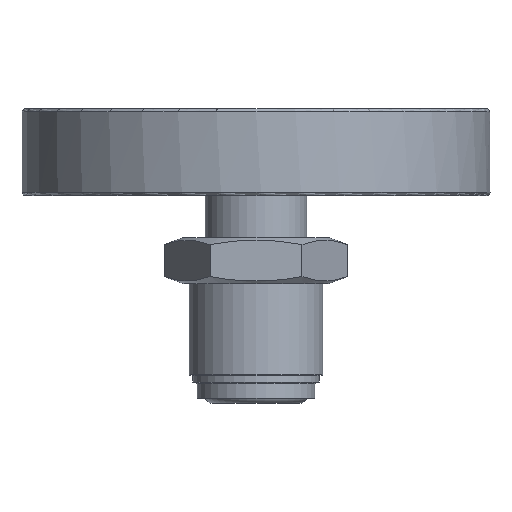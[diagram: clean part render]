
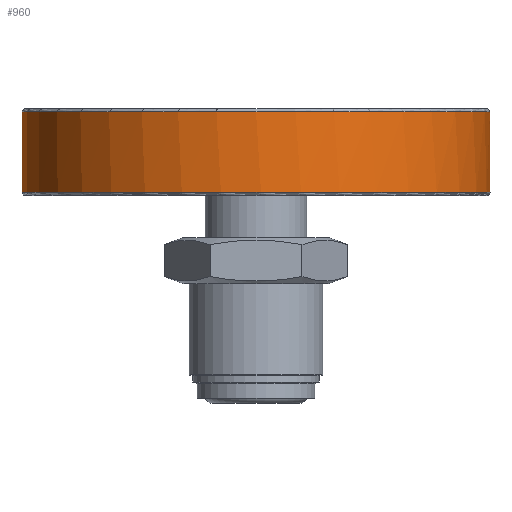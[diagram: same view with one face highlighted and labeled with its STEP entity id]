
A CAD part, front view. The second image highlights one B-rep face of the part: STEP entity #960.
In plain terms, the highlighted cylindrical face has radius 35 mm (diameter 70 mm), a full revolution.
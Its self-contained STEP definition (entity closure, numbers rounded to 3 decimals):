
#293=CARTESIAN_POINT('',(34.968,-1.5,12.5));
#294=VERTEX_POINT('',#293);
#310=CARTESIAN_POINT('',(34.968,1.5,12.5));
#311=VERTEX_POINT('',#310);
#312=CARTESIAN_POINT('',(34.968,1.5,12.5));
#313=CARTESIAN_POINT('',(34.978,1.273,12.33));
#314=CARTESIAN_POINT('',(34.987,1.009,12.194));
#315=CARTESIAN_POINT('',(34.992,0.732,12.11));
#316=CARTESIAN_POINT('',(34.997,0.527,12.047));
#317=CARTESIAN_POINT('',(34.999,0.315,12.011));
#318=CARTESIAN_POINT('',(35.,0.11,12.002));
#319=CARTESIAN_POINT('',(35.,-0.032,11.996));
#320=CARTESIAN_POINT('',(35.,-0.172,12.002));
#321=CARTESIAN_POINT('',(34.999,-0.315,12.02));
#322=CARTESIAN_POINT('',(34.995,-0.659,12.064));
#323=CARTESIAN_POINT('',(34.987,-1.007,12.185));
#324=CARTESIAN_POINT('',(34.976,-1.307,12.369));
#325=CARTESIAN_POINT('',(34.973,-1.374,12.41));
#326=CARTESIAN_POINT('',(34.97,-1.438,12.454));
#327=CARTESIAN_POINT('',(34.968,-1.5,12.5));
#328=B_SPLINE_CURVE_WITH_KNOTS('',3,(#312,#313,#314,#315,#316,#317,#318,#319,#320,#321,#322,#323,#324,#325,#326,#327),.UNSPECIFIED.,.F.,.U.,(4,3,3,3,3,4),(0.977,1.059,1.12,1.161,1.262,1.284),.UNSPECIFIED.);
#329=EDGE_CURVE('',#311,#294,#328,.T.);
#509=CARTESIAN_POINT('',(-34.968,1.5,12.5));
#510=VERTEX_POINT('',#509);
#511=CARTESIAN_POINT('',(0.0,0.0,12.5));
#512=DIRECTION('',(0.0,0.0,1.0));
#513=DIRECTION('',(-1.0,0.0,0.0));
#514=AXIS2_PLACEMENT_3D('',#511,#512,#513);
#515=CIRCLE('',#514,35.0);
#516=EDGE_CURVE('',#311,#510,#515,.T.);
#544=CARTESIAN_POINT('',(-34.968,-1.5,12.5));
#545=VERTEX_POINT('',#544);
#546=CARTESIAN_POINT('',(-34.968,-1.5,12.5));
#547=CARTESIAN_POINT('',(-34.978,-1.273,12.33));
#548=CARTESIAN_POINT('',(-34.987,-1.009,12.194));
#549=CARTESIAN_POINT('',(-34.992,-0.732,12.11));
#550=CARTESIAN_POINT('',(-34.997,-0.527,12.047));
#551=CARTESIAN_POINT('',(-34.999,-0.315,12.011));
#552=CARTESIAN_POINT('',(-35.,-0.11,12.002));
#553=CARTESIAN_POINT('',(-35.,0.032,11.996));
#554=CARTESIAN_POINT('',(-35.,0.172,12.002));
#555=CARTESIAN_POINT('',(-34.999,0.315,12.02));
#556=CARTESIAN_POINT('',(-34.995,0.659,12.064));
#557=CARTESIAN_POINT('',(-34.987,1.007,12.185));
#558=CARTESIAN_POINT('',(-34.976,1.307,12.369));
#559=CARTESIAN_POINT('',(-34.973,1.374,12.41));
#560=CARTESIAN_POINT('',(-34.97,1.438,12.454));
#561=CARTESIAN_POINT('',(-34.968,1.5,12.5));
#562=B_SPLINE_CURVE_WITH_KNOTS('',3,(#546,#547,#548,#549,#550,#551,#552,#553,#554,#555,#556,#557,#558,#559,#560,#561),.UNSPECIFIED.,.F.,.U.,(4,3,3,3,3,4),(0.223,0.305,0.366,0.408,0.508,0.53),.UNSPECIFIED.);
#563=EDGE_CURVE('',#545,#510,#562,.T.);
#917=CARTESIAN_POINT('',(35.0,0.,0.5));
#918=VERTEX_POINT('',#917);
#919=CARTESIAN_POINT('',(0.0,0.0,0.5));
#920=DIRECTION('',(0.0,0.0,-1.0));
#921=DIRECTION('',(-1.0,0.0,0.0));
#922=AXIS2_PLACEMENT_3D('',#919,#920,#921);
#923=CIRCLE('',#922,35.0);
#924=EDGE_CURVE('',#918,#918,#923,.T.);
#940=CARTESIAN_POINT('',(0.0,0.0,0.0));
#941=DIRECTION('',(0.0,0.0,1.0));
#942=DIRECTION('',(-1.0,0.0,0.0));
#943=AXIS2_PLACEMENT_3D('',#940,#941,#942);
#944=CYLINDRICAL_SURFACE('',#943,35.0);
#945=ORIENTED_EDGE('',*,*,#329,.T.);
#946=CARTESIAN_POINT('',(0.0,0.0,12.5));
#947=DIRECTION('',(0.0,0.0,1.0));
#948=DIRECTION('',(-1.0,0.0,0.0));
#949=AXIS2_PLACEMENT_3D('',#946,#947,#948);
#950=CIRCLE('',#949,35.0);
#951=EDGE_CURVE('',#545,#294,#950,.T.);
#952=ORIENTED_EDGE('',*,*,#951,.F.);
#953=ORIENTED_EDGE('',*,*,#563,.T.);
#954=ORIENTED_EDGE('',*,*,#516,.F.);
#955=EDGE_LOOP('',(#945,#952,#953,#954));
#956=FACE_OUTER_BOUND('',#955,.T.);
#957=ORIENTED_EDGE('',*,*,#924,.F.);
#958=EDGE_LOOP('',(#957));
#959=FACE_BOUND('',#958,.T.);
#960=ADVANCED_FACE('',(#956,#959),#944,.T.);
